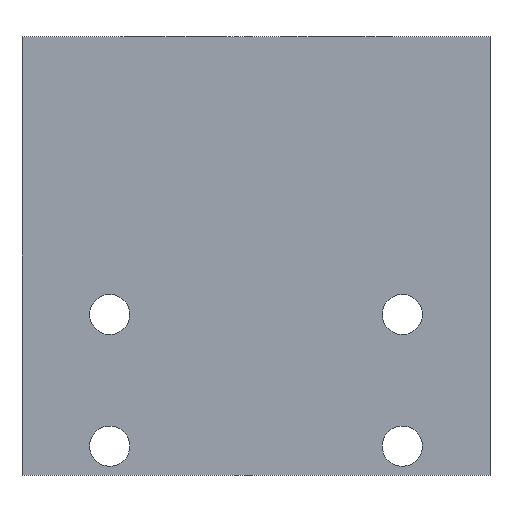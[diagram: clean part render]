
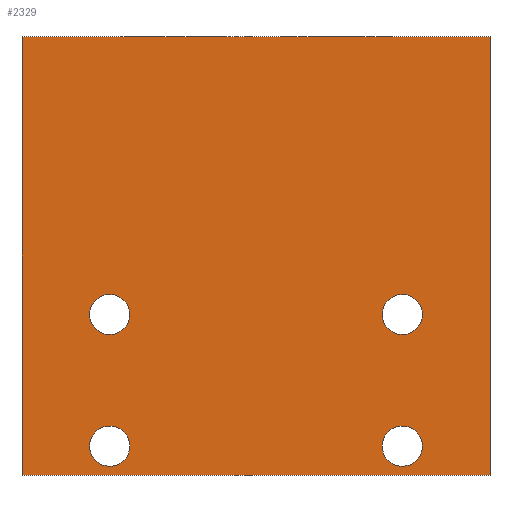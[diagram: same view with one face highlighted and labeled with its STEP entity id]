
A CAD part, front view. The second image highlights one B-rep face of the part: STEP entity #2329.
In plain terms, the highlighted planar face has unit normal (0, -1, 0).
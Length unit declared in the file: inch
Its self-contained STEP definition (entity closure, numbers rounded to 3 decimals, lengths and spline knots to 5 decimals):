
#5=DIRECTION('',(1.,0.,0.));
#6=VECTOR('',#5,4.);
#7=CARTESIAN_POINT('',(0.,-1.188,0.));
#8=LINE('',#7,#6);
#95=DIRECTION('',(0.,0.,1.));
#96=VECTOR('',#95,3.75);
#97=CARTESIAN_POINT('',(4.,-1.188,0.));
#98=LINE('',#97,#96);
#109=DIRECTION('',(0.,0.,1.));
#110=VECTOR('',#109,3.75);
#111=CARTESIAN_POINT('',(0.,-1.188,0.));
#112=LINE('',#111,#110);
#113=CARTESIAN_POINT('',(3.25,-1.188,1.375));
#114=DIRECTION('',(0.,-1.,0.));
#115=DIRECTION('',(-1.,0.,0.));
#116=AXIS2_PLACEMENT_3D('',#113,#114,#115);
#118=CARTESIAN_POINT('',(3.25,-1.188,1.375));
#119=DIRECTION('',(0.,-1.,0.));
#120=DIRECTION('',(1.,0.,0.));
#121=AXIS2_PLACEMENT_3D('',#118,#119,#120);
#123=CARTESIAN_POINT('',(0.75,-1.188,1.375));
#124=DIRECTION('',(0.,-1.,0.));
#125=DIRECTION('',(-1.,0.,0.));
#126=AXIS2_PLACEMENT_3D('',#123,#124,#125);
#128=CARTESIAN_POINT('',(0.75,-1.188,1.375));
#129=DIRECTION('',(0.,-1.,0.));
#130=DIRECTION('',(1.,0.,0.));
#131=AXIS2_PLACEMENT_3D('',#128,#129,#130);
#133=CARTESIAN_POINT('',(0.75,-1.188,0.25));
#134=DIRECTION('',(0.,-1.,0.));
#135=DIRECTION('',(-1.,0.,0.));
#136=AXIS2_PLACEMENT_3D('',#133,#134,#135);
#138=CARTESIAN_POINT('',(0.75,-1.188,0.25));
#139=DIRECTION('',(0.,-1.,0.));
#140=DIRECTION('',(1.,0.,0.));
#141=AXIS2_PLACEMENT_3D('',#138,#139,#140);
#143=CARTESIAN_POINT('',(3.25,-1.188,0.25));
#144=DIRECTION('',(0.,-1.,0.));
#145=DIRECTION('',(-1.,0.,0.));
#146=AXIS2_PLACEMENT_3D('',#143,#144,#145);
#148=CARTESIAN_POINT('',(3.25,-1.188,0.25));
#149=DIRECTION('',(0.,-1.,0.));
#150=DIRECTION('',(1.,0.,0.));
#151=AXIS2_PLACEMENT_3D('',#148,#149,#150);
#165=DIRECTION('',(1.,0.,0.));
#166=VECTOR('',#165,4.);
#167=CARTESIAN_POINT('',(0.,-1.188,3.75));
#168=LINE('',#167,#166);
#1917=CARTESIAN_POINT('',(0.,-1.188,0.));
#1919=VERTEX_POINT('',#1917);
#1920=CARTESIAN_POINT('',(4.,-1.188,0.));
#1921=VERTEX_POINT('',#1920);
#1925=CARTESIAN_POINT('',(0.,-1.188,3.75));
#1927=VERTEX_POINT('',#1925);
#1928=CARTESIAN_POINT('',(4.,-1.188,3.75));
#1929=VERTEX_POINT('',#1928);
#2072=CARTESIAN_POINT('',(3.078,-1.188,1.375));
#2073=CARTESIAN_POINT('',(3.422,-1.188,1.375));
#2074=VERTEX_POINT('',#2072);
#2075=VERTEX_POINT('',#2073);
#2080=CARTESIAN_POINT('',(0.578,-1.188,1.375));
#2081=CARTESIAN_POINT('',(0.922,-1.188,1.375));
#2082=VERTEX_POINT('',#2080);
#2083=VERTEX_POINT('',#2081);
#2088=CARTESIAN_POINT('',(0.578,-1.188,0.25));
#2089=CARTESIAN_POINT('',(0.922,-1.188,0.25));
#2090=VERTEX_POINT('',#2088);
#2091=VERTEX_POINT('',#2089);
#2096=CARTESIAN_POINT('',(3.078,-1.188,0.25));
#2097=CARTESIAN_POINT('',(3.422,-1.188,0.25));
#2098=VERTEX_POINT('',#2096);
#2099=VERTEX_POINT('',#2097);
#2293=CARTESIAN_POINT('',(0.,-1.188,0.));
#2294=DIRECTION('',(0.,-1.,0.));
#2295=DIRECTION('',(1.,0.,0.));
#2296=AXIS2_PLACEMENT_3D('',#2293,#2294,#2295);
#2297=PLANE('',#2296);
#2298=ORIENTED_EDGE('',*,*,#2193,.F.);
#2299=ORIENTED_EDGE('',*,*,#2212,.T.);
#2301=ORIENTED_EDGE('',*,*,#2300,.T.);
#2302=ORIENTED_EDGE('',*,*,#2279,.F.);
#2303=EDGE_LOOP('',(#2298,#2299,#2301,#2302));
#2304=FACE_OUTER_BOUND('',#2303,.F.);
#2306=ORIENTED_EDGE('',*,*,#2305,.T.);
#2308=ORIENTED_EDGE('',*,*,#2307,.T.);
#2309=EDGE_LOOP('',(#2306,#2308));
#2310=FACE_BOUND('',#2309,.F.);
#2312=ORIENTED_EDGE('',*,*,#2311,.T.);
#2314=ORIENTED_EDGE('',*,*,#2313,.T.);
#2315=EDGE_LOOP('',(#2312,#2314));
#2316=FACE_BOUND('',#2315,.F.);
#2318=ORIENTED_EDGE('',*,*,#2317,.T.);
#2320=ORIENTED_EDGE('',*,*,#2319,.T.);
#2321=EDGE_LOOP('',(#2318,#2320));
#2322=FACE_BOUND('',#2321,.F.);
#2324=ORIENTED_EDGE('',*,*,#2323,.T.);
#2326=ORIENTED_EDGE('',*,*,#2325,.T.);
#2327=EDGE_LOOP('',(#2324,#2326));
#2328=FACE_BOUND('',#2327,.F.);
#2329=ADVANCED_FACE('',(#2304,#2310,#2316,#2322,#2328),#2297,.T.);
#117=CIRCLE('',#116,0.172);
#122=CIRCLE('',#121,0.172);
#127=CIRCLE('',#126,0.172);
#132=CIRCLE('',#131,0.172);
#137=CIRCLE('',#136,0.172);
#142=CIRCLE('',#141,0.172);
#147=CIRCLE('',#146,0.172);
#152=CIRCLE('',#151,0.172);
#2193=EDGE_CURVE('',#1919,#1921,#8,.T.);
#2212=EDGE_CURVE('',#1919,#1927,#112,.T.);
#2279=EDGE_CURVE('',#1921,#1929,#98,.T.);
#2300=EDGE_CURVE('',#1927,#1929,#168,.T.);
#2305=EDGE_CURVE('',#2074,#2075,#117,.T.);
#2307=EDGE_CURVE('',#2075,#2074,#122,.T.);
#2311=EDGE_CURVE('',#2082,#2083,#127,.T.);
#2313=EDGE_CURVE('',#2083,#2082,#132,.T.);
#2317=EDGE_CURVE('',#2090,#2091,#137,.T.);
#2319=EDGE_CURVE('',#2091,#2090,#142,.T.);
#2323=EDGE_CURVE('',#2098,#2099,#147,.T.);
#2325=EDGE_CURVE('',#2099,#2098,#152,.T.);
